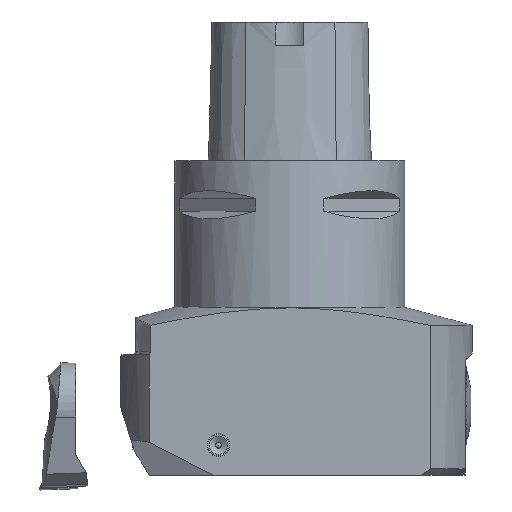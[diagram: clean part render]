
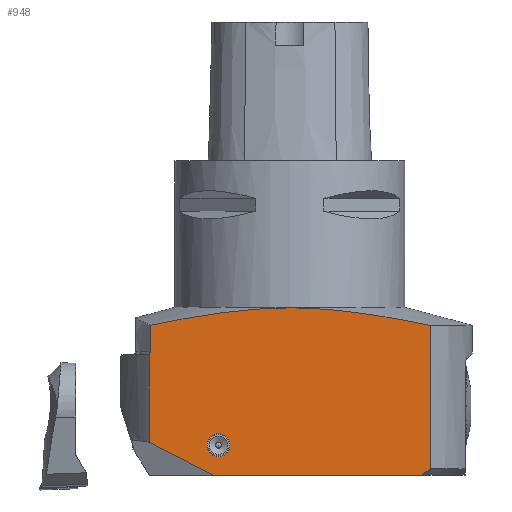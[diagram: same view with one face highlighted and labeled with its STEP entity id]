
A CAD part, front view. The second image highlights one B-rep face of the part: STEP entity #948.
In plain terms, the highlighted planar face has unit normal (0, -1, 0).
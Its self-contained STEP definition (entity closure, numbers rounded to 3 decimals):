
#195=PLANE('',#7157);
#486=B_SPLINE_CURVE_WITH_KNOTS('',3,(#9612,#9613,#9614,#9615,#9616,#9617,
#9618,#9619),.UNSPECIFIED.,.F.,.F.,(4,2,2,4),(0.,0.5,0.75,1.),
 .UNSPECIFIED.);
#490=B_SPLINE_CURVE_WITH_KNOTS('',3,(#9686,#9687,#9688,#9689),
 .UNSPECIFIED.,.F.,.F.,(4,4),(0.,1.),.UNSPECIFIED.);
#494=B_SPLINE_CURVE_WITH_KNOTS('',3,(#9742,#9743,#9744,#9745,#9746,#9747,
#9748,#9749,#9750,#9751),.UNSPECIFIED.,.F.,.F.,(4,3,3,4),(0.,0.448,
0.896,1.),.UNSPECIFIED.);
#948=ADVANCED_FACE('',(#1474,#1475),#195,.F.);
#1341=CIRCLE('',#7156,3.125);
#1474=FACE_BOUND('',#1616,.T.);
#1475=FACE_BOUND('',#1617,.T.);
#1616=EDGE_LOOP('',(#2196,#2197,#2198,#2199,#2200,#2201,#2202,#2203));
#1617=EDGE_LOOP('',(#2204));
#2196=ORIENTED_EDGE('',*,*,#4669,.T.);
#2197=ORIENTED_EDGE('',*,*,#4718,.T.);
#2198=ORIENTED_EDGE('',*,*,#4719,.T.);
#2199=ORIENTED_EDGE('',*,*,#4720,.F.);
#2200=ORIENTED_EDGE('',*,*,#4721,.F.);
#2201=ORIENTED_EDGE('',*,*,#4688,.T.);
#2202=ORIENTED_EDGE('',*,*,#4696,.F.);
#2203=ORIENTED_EDGE('',*,*,#4679,.F.);
#2204=ORIENTED_EDGE('',*,*,#4722,.T.);
#3995=VERTEX_POINT('',#9611);
#3996=VERTEX_POINT('',#9620);
#4005=VERTEX_POINT('',#9647);
#4013=VERTEX_POINT('',#9664);
#4014=VERTEX_POINT('',#9666);
#4033=VERTEX_POINT('',#9741);
#4034=VERTEX_POINT('',#9752);
#4035=VERTEX_POINT('',#9754);
#4036=VERTEX_POINT('',#9757);
#4669=EDGE_CURVE('',#3996,#3995,#486,.T.);
#4679=EDGE_CURVE('',#3996,#4005,#5605,.T.);
#4688=EDGE_CURVE('',#4014,#4013,#5610,.T.);
#4696=EDGE_CURVE('',#4005,#4013,#490,.T.);
#4718=EDGE_CURVE('',#3995,#4033,#5627,.T.);
#4719=EDGE_CURVE('',#4033,#4034,#494,.T.);
#4720=EDGE_CURVE('',#4035,#4034,#5628,.T.);
#4721=EDGE_CURVE('',#4014,#4035,#5629,.T.);
#4722=EDGE_CURVE('',#4036,#4036,#1341,.T.);
#5605=LINE('',#9646,#6300);
#5610=LINE('',#9665,#6305);
#5627=LINE('',#9740,#6322);
#5628=LINE('',#9753,#6323);
#5629=LINE('',#9755,#6324);
#6300=VECTOR('',#7791,1.);
#6305=VECTOR('',#7806,1.);
#6322=VECTOR('',#7853,1.);
#6323=VECTOR('',#7854,1.);
#6324=VECTOR('',#7855,1.);
#7156=AXIS2_PLACEMENT_3D('',#9756,#7856,#7857);
#7157=AXIS2_PLACEMENT_3D('',#9758,#7858,#7859);
#7791=DIRECTION('',(0.,0.,-1.));
#7806=DIRECTION('',(1.,0.,0.));
#7853=DIRECTION('',(0.,0.,-1.));
#7854=DIRECTION('',(0.,0.,1.));
#7855=DIRECTION('',(-0.889,0.,0.458));
#7856=DIRECTION('',(0.,1.,0.));
#7857=DIRECTION('',(0.,0.,-1.));
#7858=DIRECTION('',(0.,1.,0.));
#7859=DIRECTION('',(0.,0.,1.));
#9611=CARTESIAN_POINT('',(-38.196,-32.,-44.956));
#9612=CARTESIAN_POINT('',(38.407,-32.,-45.));
#9613=CARTESIAN_POINT('',(25.787,-32.,-42.402));
#9614=CARTESIAN_POINT('',(13.134,-32.,-40.212));
#9615=CARTESIAN_POINT('',(-6.11,-32.,-40.163));
#9616=CARTESIAN_POINT('',(-12.599,-32.,-40.7));
#9617=CARTESIAN_POINT('',(-25.457,-32.,-42.461));
#9618=CARTESIAN_POINT('',(-31.836,-32.,-43.65));
#9619=CARTESIAN_POINT('',(-38.196,-32.,-44.956));
#9620=CARTESIAN_POINT('',(38.414,-32.006,-45.));
#9646=CARTESIAN_POINT('',(38.419,-32.,-45.));
#9647=CARTESIAN_POINT('',(38.407,-32.,-84.2));
#9664=CARTESIAN_POINT('',(36.033,-32.,-86.));
#9665=CARTESIAN_POINT('',(-49.991,-32.,-86.));
#9666=CARTESIAN_POINT('',(-20.898,-32.,-86.));
#9686=CARTESIAN_POINT('',(38.412,-32.,-84.206));
#9687=CARTESIAN_POINT('',(37.624,-32.,-84.811));
#9688=CARTESIAN_POINT('',(36.833,-32.,-85.411));
#9689=CARTESIAN_POINT('',(36.037,-32.,-86.006));
#9740=CARTESIAN_POINT('',(-38.196,-32.,-43.));
#9741=CARTESIAN_POINT('',(-38.196,-32.,-52.2));
#9742=CARTESIAN_POINT('',(-38.196,-32.,-52.2));
#9743=CARTESIAN_POINT('',(-38.196,-32.,-52.288));
#9744=CARTESIAN_POINT('',(-38.211,-32.,-52.376));
#9745=CARTESIAN_POINT('',(-38.24,-32.,-52.459));
#9746=CARTESIAN_POINT('',(-38.269,-32.,-52.541));
#9747=CARTESIAN_POINT('',(-38.313,-32.,-52.62));
#9748=CARTESIAN_POINT('',(-38.367,-32.,-52.688));
#9749=CARTESIAN_POINT('',(-38.38,-32.,-52.704));
#9750=CARTESIAN_POINT('',(-38.393,-32.,-52.72));
#9751=CARTESIAN_POINT('',(-38.407,-32.,-52.735));
#9752=CARTESIAN_POINT('',(-38.414,-32.006,-52.735));
#9753=CARTESIAN_POINT('',(-38.419,-32.,-76.982));
#9754=CARTESIAN_POINT('',(-38.407,-32.,-76.982));
#9755=CARTESIAN_POINT('',(-43.892,-32.,-74.157));
#9756=CARTESIAN_POINT('',(-19.5,-32.,-77.75));
#9757=CARTESIAN_POINT('',(-19.5,-32.,-80.875));
#9758=CARTESIAN_POINT('',(-49.991,-32.,-86.));
